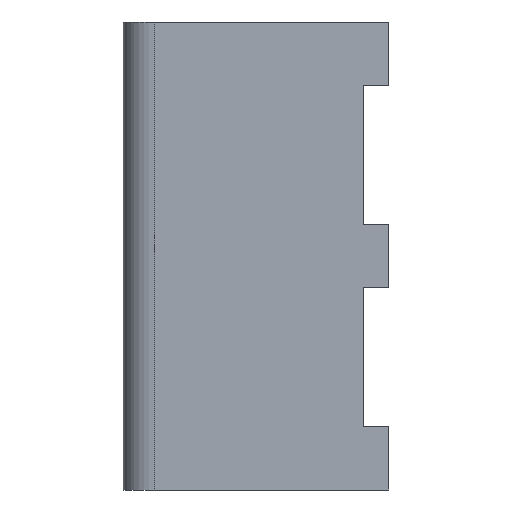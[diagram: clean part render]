
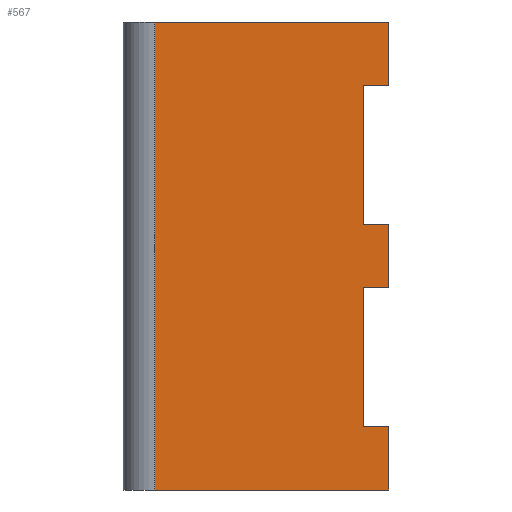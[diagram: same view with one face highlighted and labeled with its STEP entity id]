
A CAD part, left-side view. The second image highlights one B-rep face of the part: STEP entity #567.
In plain terms, the highlighted planar face has unit normal (-1, 0, 0).
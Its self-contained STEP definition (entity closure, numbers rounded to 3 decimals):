
#51=FACE_OUTER_BOUND('',#81,.T.);
#81=EDGE_LOOP('',(#397,#398,#399,#400,#401,#402,#403,#404,#405,#406,#407,
#408));
#107=LINE('',#835,#171);
#110=LINE('',#841,#174);
#113=LINE('',#847,#177);
#117=LINE('',#856,#181);
#120=LINE('',#862,#184);
#123=LINE('',#868,#187);
#125=LINE('',#871,#189);
#126=LINE('',#873,#190);
#127=LINE('',#875,#191);
#128=LINE('',#877,#192);
#129=LINE('',#879,#193);
#130=LINE('',#880,#194);
#171=VECTOR('',#667,10.);
#174=VECTOR('',#672,10.);
#177=VECTOR('',#677,10.);
#181=VECTOR('',#683,10.);
#184=VECTOR('',#688,10.);
#187=VECTOR('',#693,10.);
#189=VECTOR('',#697,10.);
#190=VECTOR('',#698,10.);
#191=VECTOR('',#699,10.);
#192=VECTOR('',#700,10.);
#193=VECTOR('',#701,10.);
#194=VECTOR('',#702,10.);
#235=VERTEX_POINT('',#832);
#236=VERTEX_POINT('',#834);
#238=VERTEX_POINT('',#840);
#240=VERTEX_POINT('',#846);
#243=VERTEX_POINT('',#853);
#244=VERTEX_POINT('',#855);
#246=VERTEX_POINT('',#861);
#248=VERTEX_POINT('',#867);
#249=VERTEX_POINT('',#872);
#250=VERTEX_POINT('',#874);
#251=VERTEX_POINT('',#876);
#252=VERTEX_POINT('',#878);
#291=EDGE_CURVE('',#236,#235,#107,.T.);
#294=EDGE_CURVE('',#238,#236,#110,.T.);
#297=EDGE_CURVE('',#240,#238,#113,.T.);
#301=EDGE_CURVE('',#244,#243,#117,.T.);
#304=EDGE_CURVE('',#246,#244,#120,.T.);
#307=EDGE_CURVE('',#248,#246,#123,.T.);
#309=EDGE_CURVE('',#248,#235,#125,.T.);
#310=EDGE_CURVE('',#249,#243,#126,.T.);
#311=EDGE_CURVE('',#250,#249,#127,.T.);
#312=EDGE_CURVE('',#250,#251,#128,.T.);
#313=EDGE_CURVE('',#252,#251,#129,.T.);
#314=EDGE_CURVE('',#240,#252,#130,.T.);
#397=ORIENTED_EDGE('',*,*,#297,.T.);
#398=ORIENTED_EDGE('',*,*,#294,.T.);
#399=ORIENTED_EDGE('',*,*,#291,.T.);
#400=ORIENTED_EDGE('',*,*,#309,.F.);
#401=ORIENTED_EDGE('',*,*,#307,.T.);
#402=ORIENTED_EDGE('',*,*,#304,.T.);
#403=ORIENTED_EDGE('',*,*,#301,.T.);
#404=ORIENTED_EDGE('',*,*,#310,.F.);
#405=ORIENTED_EDGE('',*,*,#311,.F.);
#406=ORIENTED_EDGE('',*,*,#312,.T.);
#407=ORIENTED_EDGE('',*,*,#313,.F.);
#408=ORIENTED_EDGE('',*,*,#314,.F.);
#547=PLANE('',#617);
#567=ADVANCED_FACE('',(#51),#547,.T.);
#617=AXIS2_PLACEMENT_3D('',#870,#695,#696);
#667=DIRECTION('',(0.,-1.,0.));
#672=DIRECTION('',(0.,0.,1.));
#677=DIRECTION('',(0.,1.,0.));
#683=DIRECTION('',(0.,-1.,0.));
#688=DIRECTION('',(0.,0.,1.));
#693=DIRECTION('',(0.,1.,0.));
#695=DIRECTION('center_axis',(-1.,0.,0.));
#696=DIRECTION('ref_axis',(0.,-1.,0.));
#697=DIRECTION('',(0.,0.,-1.));
#698=DIRECTION('',(0.,0.,-1.));
#699=DIRECTION('',(0.,-1.,0.));
#700=DIRECTION('',(0.,0.,-1.));
#701=DIRECTION('',(0.,1.,0.));
#702=DIRECTION('',(0.,0.,-1.));
#832=CARTESIAN_POINT('',(-35.,0.,-2.5));
#834=CARTESIAN_POINT('',(-35.,2.,-2.5));
#835=CARTESIAN_POINT('',(-35.,10.25,-2.5));
#840=CARTESIAN_POINT('',(-35.,2.,-13.5));
#841=CARTESIAN_POINT('',(-35.,2.,-6.75));
#846=CARTESIAN_POINT('',(-35.,0.,-13.5));
#847=CARTESIAN_POINT('',(-35.,9.25,-13.5));
#853=CARTESIAN_POINT('',(-35.,0.,13.5));
#855=CARTESIAN_POINT('',(-35.,2.,13.5));
#856=CARTESIAN_POINT('',(-35.,10.25,13.5));
#861=CARTESIAN_POINT('',(-35.,2.,2.5));
#862=CARTESIAN_POINT('',(-35.,2.,1.25));
#867=CARTESIAN_POINT('',(-35.,0.,2.5));
#868=CARTESIAN_POINT('',(-35.,9.25,2.5));
#870=CARTESIAN_POINT('Origin',(-35.,18.5,0.));
#871=CARTESIAN_POINT('',(-35.,0.,0.));
#872=CARTESIAN_POINT('',(-35.,0.,18.5));
#873=CARTESIAN_POINT('',(-35.,0.,0.));
#874=CARTESIAN_POINT('',(-35.,18.5,18.5));
#875=CARTESIAN_POINT('',(-35.,0.,18.5));
#876=CARTESIAN_POINT('',(-35.,18.5,-18.5));
#877=CARTESIAN_POINT('',(-35.,18.5,0.));
#878=CARTESIAN_POINT('',(-35.,0.,-18.5));
#879=CARTESIAN_POINT('',(-35.,0.,-18.5));
#880=CARTESIAN_POINT('',(-35.,0.,0.));
